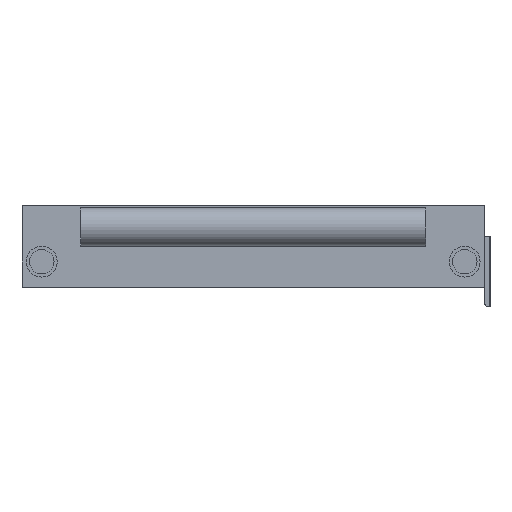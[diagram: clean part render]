
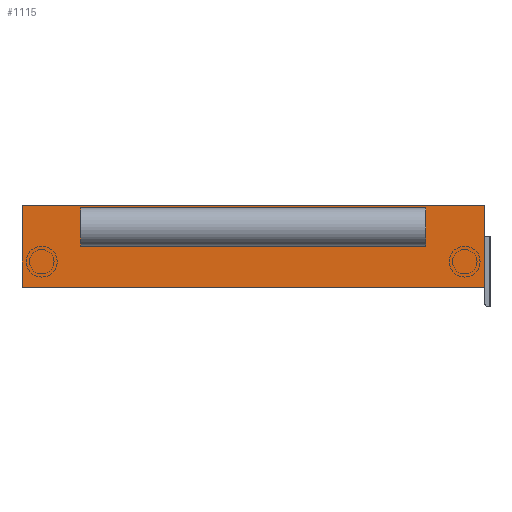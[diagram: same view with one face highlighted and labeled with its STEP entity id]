
A CAD part, left-side view. The second image highlights one B-rep face of the part: STEP entity #1115.
In plain terms, the highlighted planar face has unit normal (-1, 0, 0).
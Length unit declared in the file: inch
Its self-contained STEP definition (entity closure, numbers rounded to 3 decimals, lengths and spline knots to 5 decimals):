
#300=FACE_OUTER_BOUND('',#429,.T.);
#429=EDGE_LOOP('',(#937,#938,#939,#940));
#461=LINE('',#3086,#510);
#465=LINE('',#3094,#514);
#468=LINE('',#3100,#517);
#471=LINE('',#3105,#520);
#510=VECTOR('',#1639,39.37008);
#514=VECTOR('',#1645,39.37008);
#517=VECTOR('',#1650,39.37008);
#520=VECTOR('',#1655,39.37008);
#610=VERTEX_POINT('',#3084);
#611=VERTEX_POINT('',#3085);
#614=VERTEX_POINT('',#3093);
#616=VERTEX_POINT('',#3099);
#715=EDGE_CURVE('',#610,#611,#461,.T.);
#719=EDGE_CURVE('',#611,#614,#465,.T.);
#722=EDGE_CURVE('',#614,#616,#468,.T.);
#725=EDGE_CURVE('',#616,#610,#471,.T.);
#937=ORIENTED_EDGE('',*,*,#715,.F.);
#938=ORIENTED_EDGE('',*,*,#725,.F.);
#939=ORIENTED_EDGE('',*,*,#722,.F.);
#940=ORIENTED_EDGE('',*,*,#719,.F.);
#989=PLANE('',#1411);
#1115=ADVANCED_FACE('',(#300),#989,.T.);
#1411=AXIS2_PLACEMENT_3D('',#3108,#1659,#1660);
#1639=DIRECTION('',(0.,-1.,0.));
#1645=DIRECTION('',(0.,0.,-1.));
#1650=DIRECTION('',(0.,1.,0.));
#1655=DIRECTION('',(0.,0.,1.));
#1659=DIRECTION('center_axis',(-1.,0.,0.));
#1660=DIRECTION('ref_axis',(0.,0.,1.));
#3084=CARTESIAN_POINT('',(0.,19.75,0.));
#3085=CARTESIAN_POINT('',(0.,0.,0.));
#3086=CARTESIAN_POINT('',(0.,0.,0.));
#3093=CARTESIAN_POINT('',(0.,0.,-3.5));
#3094=CARTESIAN_POINT('',(0.,0.,0.));
#3099=CARTESIAN_POINT('',(0.,19.75,-3.5));
#3100=CARTESIAN_POINT('',(0.,0.,-3.5));
#3105=CARTESIAN_POINT('',(0.,19.75,0.));
#3108=CARTESIAN_POINT('Origin',(0.,0.,0.));
